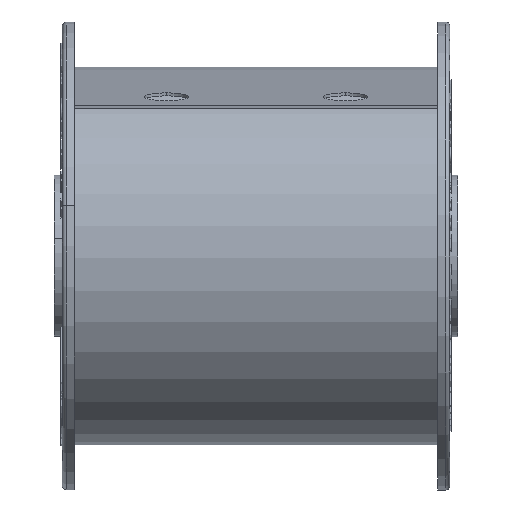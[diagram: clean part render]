
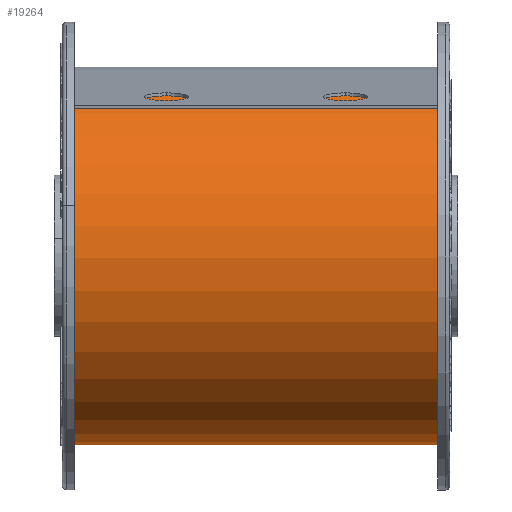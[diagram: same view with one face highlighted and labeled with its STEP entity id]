
A CAD part, left-side view. The second image highlights one B-rep face of the part: STEP entity #19264.
In plain terms, the highlighted cylindrical face has radius 23.23 mm (diameter 46.46 mm), a partial arc.
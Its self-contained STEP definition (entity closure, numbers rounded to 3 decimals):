
#189 = DIRECTION ( 'NONE',  ( 0., -1., 0. ) ) ;
#2138 = VERTEX_POINT ( 'NONE', #17867 ) ;
#2685 = ORIENTED_EDGE ( 'NONE', *, *, #16461, .F. ) ;
#3273 = VERTEX_POINT ( 'NONE', #17324 ) ;
#4701 = DIRECTION ( 'NONE',  ( 1., 0., 0. ) ) ;
#4848 = EDGE_CURVE ( 'NONE', #2138, #14766, #14989, .T. ) ;
#4867 = AXIS2_PLACEMENT_3D ( 'NONE', #21519, #6813, #23189 ) ;
#6012 = CARTESIAN_POINT ( 'NONE',  ( 23.04, 45., 0. ) ) ;
#6534 = ORIENTED_EDGE ( 'NONE', *, *, #21503, .T. ) ;
#6609 = DIRECTION ( 'NONE',  ( 0., -1., 0. ) ) ;
#6684 = VERTEX_POINT ( 'NONE', #22986 ) ;
#6813 = DIRECTION ( 'NONE',  ( 0., -1., 0. ) ) ;
#7434 = ORIENTED_EDGE ( 'NONE', *, *, #4848, .T. ) ;
#8448 = AXIS2_PLACEMENT_3D ( 'NONE', #17536, #21336, #22887 ) ;
#9204 = LINE ( 'NONE', #6012, #13731 ) ;
#9411 = CIRCLE ( 'NONE', #4867, 23.23 ) ;
#10059 = AXIS2_PLACEMENT_3D ( 'NONE', #15722, #6609, #4701 ) ;
#11551 = EDGE_CURVE ( 'NONE', #6684, #3273, #9411, .T. ) ;
#12292 = CYLINDRICAL_SURFACE ( 'NONE', #8448, 23.23 ) ;
#13437 = VECTOR ( 'NONE', #189, 1000. ) ;
#13731 = VECTOR ( 'NONE', #21916, 1000. ) ;
#14766 = VERTEX_POINT ( 'NONE', #15419 ) ;
#14989 = CIRCLE ( 'NONE', #10059, 23.23 ) ;
#15419 = CARTESIAN_POINT ( 'NONE',  ( -23.42, 45., 0. ) ) ;
#15637 = FACE_OUTER_BOUND ( 'NONE', #18336, .T. ) ;
#15722 = CARTESIAN_POINT ( 'NONE',  ( -0.19, 45., 0. ) ) ;
#16434 = LINE ( 'NONE', #18329, #13437 ) ;
#16461 = EDGE_CURVE ( 'NONE', #2138, #6684, #9204, .T. ) ;
#17266 = ORIENTED_EDGE ( 'NONE', *, *, #11551, .F. ) ;
#17324 = CARTESIAN_POINT ( 'NONE',  ( -23.42, 0., 0. ) ) ;
#17536 = CARTESIAN_POINT ( 'NONE',  ( -0.19, 45., 0. ) ) ;
#17867 = CARTESIAN_POINT ( 'NONE',  ( 23.04, 45., 0. ) ) ;
#18329 = CARTESIAN_POINT ( 'NONE',  ( -23.42, 45., 0. ) ) ;
#18336 = EDGE_LOOP ( 'NONE', ( #17266, #2685, #7434, #6534 ) ) ;
#19264 = ADVANCED_FACE ( 'NONE', ( #15637 ), #12292, .T. ) ;
#21336 = DIRECTION ( 'NONE',  ( 0., -1., 0. ) ) ;
#21503 = EDGE_CURVE ( 'NONE', #14766, #3273, #16434, .T. ) ;
#21519 = CARTESIAN_POINT ( 'NONE',  ( -0.19, 0., 0. ) ) ;
#21916 = DIRECTION ( 'NONE',  ( 0., -1., 0. ) ) ;
#22887 = DIRECTION ( 'NONE',  ( 0., 0., -1. ) ) ;
#22986 = CARTESIAN_POINT ( 'NONE',  ( 23.04, 0., 0. ) ) ;
#23189 = DIRECTION ( 'NONE',  ( 1., 0., 0. ) ) ;
